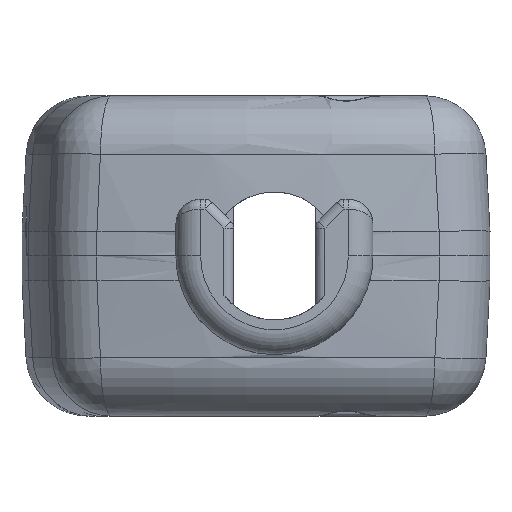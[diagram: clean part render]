
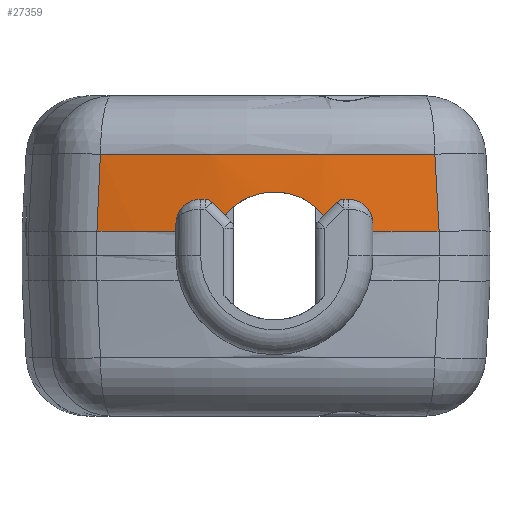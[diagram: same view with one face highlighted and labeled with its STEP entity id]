
A CAD part, left-side view. The second image highlights one B-rep face of the part: STEP entity #27359.
In plain terms, the highlighted conical face has half-angle 3 degrees and reference radius 38.77 mm.
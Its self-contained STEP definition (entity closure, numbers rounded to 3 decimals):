
#53=CONICAL_SURFACE('',#29448,38.77,0.052);
#749=B_SPLINE_CURVE_WITH_KNOTS('',3,(#44749,#44750,#44751,#44752,#44753,
#44754,#44755),.UNSPECIFIED.,.F.,.F.,(4,1,1,1,4),(0.,0.002,
0.003,0.005,0.006),
 .UNSPECIFIED.);
#752=B_SPLINE_CURVE_WITH_KNOTS('',3,(#44768,#44769,#44770,#44771),
 .UNSPECIFIED.,.F.,.F.,(4,4),(0.,1.),
 .UNSPECIFIED.);
#754=B_SPLINE_CURVE_WITH_KNOTS('',3,(#44779,#44780,#44781,#44782),
 .UNSPECIFIED.,.F.,.F.,(4,4),(0.,1.),
 .UNSPECIFIED.);
#1498=CIRCLE('',#29427,38.77);
#1499=CIRCLE('',#29429,38.77);
#1507=CIRCLE('',#29449,38.606);
#6087=ORIENTED_EDGE('',*,*,#12366,.F.);
#6088=ORIENTED_EDGE('',*,*,#12384,.T.);
#6089=ORIENTED_EDGE('',*,*,#12364,.F.);
#6090=ORIENTED_EDGE('',*,*,#12361,.T.);
#6091=ORIENTED_EDGE('',*,*,#12388,.T.);
#6092=ORIENTED_EDGE('',*,*,#12390,.F.);
#6093=ORIENTED_EDGE('',*,*,#12391,.T.);
#6094=ORIENTED_EDGE('',*,*,#12374,.T.);
#12361=EDGE_CURVE('',#15697,#15696,#18271,.T.);
#12364=EDGE_CURVE('',#15697,#15698,#1498,.T.);
#12366=EDGE_CURVE('',#15699,#15700,#1499,.T.);
#12374=EDGE_CURVE('',#15705,#15700,#18278,.T.);
#12384=EDGE_CURVE('',#15699,#15698,#749,.T.);
#12388=EDGE_CURVE('',#15696,#15684,#752,.F.);
#12390=EDGE_CURVE('',#15681,#15684,#1507,.T.);
#12391=EDGE_CURVE('',#15681,#15705,#754,.F.);
#15681=VERTEX_POINT('',#44480);
#15684=VERTEX_POINT('',#44501);
#15696=VERTEX_POINT('',#44688);
#15697=VERTEX_POINT('',#44690);
#15698=VERTEX_POINT('',#44697);
#15699=VERTEX_POINT('',#44704);
#15700=VERTEX_POINT('',#44706);
#15705=VERTEX_POINT('',#44726);
#18271=LINE('',#44689,#21105);
#18278=LINE('',#44725,#21112);
#21105=VECTOR('',#34388,1000.);
#21112=VECTOR('',#34411,1000.);
#23206=EDGE_LOOP('',(#6087,#6088,#6089,#6090,#6091,#6092,#6093,#6094));
#24809=FACE_BOUND('',#23206,.T.);
#27359=ADVANCED_FACE('',(#24809),#53,.T.);
#29427=AXIS2_PLACEMENT_3D('',#44698,#34392,#34393);
#29429=AXIS2_PLACEMENT_3D('',#44705,#34396,#34397);
#29448=AXIS2_PLACEMENT_3D('',#44777,#34443,#34444);
#29449=AXIS2_PLACEMENT_3D('',#44778,#34445,#34446);
#34388=DIRECTION('',(0.173,0.985,-0.011));
#34392=DIRECTION('',(0.,0.,1.));
#34393=DIRECTION('',(1.,0.,0.));
#34396=DIRECTION('',(0.,0.,1.));
#34397=DIRECTION('',(1.,0.,0.));
#34411=DIRECTION('',(-0.186,0.983,0.008));
#34443=DIRECTION('',(0.,0.,1.));
#34444=DIRECTION('',(1.,0.,0.));
#34445=DIRECTION('',(0.,0.,-1.));
#34446=DIRECTION('',(-1.,0.,0.));
#44480=CARTESIAN_POINT('',(-13.689,-17.318,-3.131));
#44501=CARTESIAN_POINT('',(-13.785,-3.739,-3.131));
#44688=CARTESIAN_POINT('',(-13.921,-3.565,0.));
#44689=CARTESIAN_POINT('',(-13.921,-3.567,0.));
#44690=CARTESIAN_POINT('',(-13.921,-3.568,0.));
#44697=CARTESIAN_POINT('',(-14.429,-7.85,0.));
#44698=CARTESIAN_POINT('',(24.267,-10.262,0.));
#44704=CARTESIAN_POINT('',(-14.43,-12.65,0.));
#44705=CARTESIAN_POINT('',(24.267,-10.262,0.));
#44706=CARTESIAN_POINT('',(-13.83,-17.456,0.));
#44725=CARTESIAN_POINT('',(-13.83,-17.458,0.));
#44726=CARTESIAN_POINT('',(-13.83,-17.459,0.));
#44749=CARTESIAN_POINT('',(-14.43,-12.65,0.));
#44750=CARTESIAN_POINT('',(-14.417,-12.452,-0.475));
#44751=CARTESIAN_POINT('',(-14.414,-11.78,-1.288));
#44752=CARTESIAN_POINT('',(-14.423,-10.25,-1.756));
#44753=CARTESIAN_POINT('',(-14.413,-8.721,-1.289));
#44754=CARTESIAN_POINT('',(-14.416,-8.048,-0.475));
#44755=CARTESIAN_POINT('',(-14.429,-7.85,0.));
#44768=CARTESIAN_POINT('',(-13.785,-3.739,-3.131));
#44769=CARTESIAN_POINT('',(-13.83,-3.681,-2.087));
#44770=CARTESIAN_POINT('',(-13.876,-3.623,-1.044));
#44771=CARTESIAN_POINT('',(-13.921,-3.565,0.));
#44777=CARTESIAN_POINT('',(24.267,-10.262,0.));
#44778=CARTESIAN_POINT('',(24.267,-10.262,-3.131));
#44779=CARTESIAN_POINT('',(-13.83,-17.459,0.));
#44780=CARTESIAN_POINT('',(-13.783,-17.412,-1.044));
#44781=CARTESIAN_POINT('',(-13.736,-17.365,-2.087));
#44782=CARTESIAN_POINT('',(-13.69,-17.318,-3.131));
